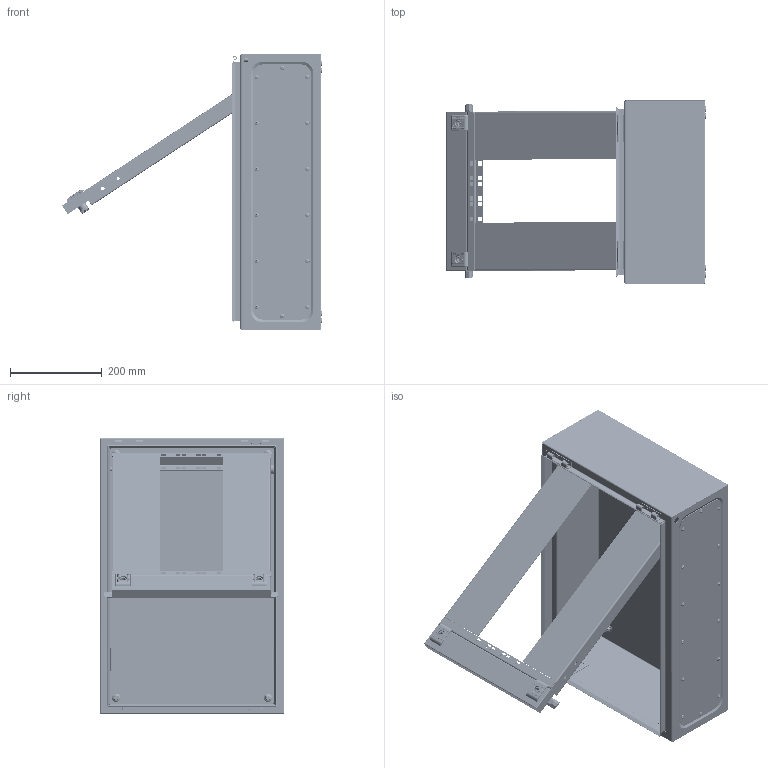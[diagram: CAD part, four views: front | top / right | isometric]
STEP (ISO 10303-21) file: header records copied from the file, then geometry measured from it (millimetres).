
FILE_DESCRIPTION (( 'STEP AP203' ), '1' );
FILE_NAME ('R5TIE460.step', '2011-10-28T12:18:08', ( 'User' ), ( 'DKC' ), 'SwSTEP 2.0', 'SolidWorks 2011', '' );
FILE_SCHEMA (( 'CONFIG_CONTROL_DESIGN' ));
Products named in the file (34): Traversa_12HE or 3HE; MOLLA AC00C344_AC00C344; Handle 19''''; AC00C348; Hex Flange Bolt M6x10_ISO 4162 - M6 x 12 x 12-S; Linguetta 19'''' AC00C536_AC00C536; Inserto a doppio pettine AC00C443_AC00C343; BASETTA ESTERNA PER BOX AC00C503_AC00C503; Supporto orizzontale_CB02C340+CB02C341; Fascia verticale box_400; Traversa verticale rack_3HE; Frames CE assemble 11111_400x600x200 R5CE0462; end-cap_AC00C061; land; Tapping screw 4.8x9.5 AC00C352_AC00C352; End-cup AC00C383_Default; Tapping screw 4.2x16_Tapping screw 4.2x16; Blocchetto fissaggio cerniera AC00C354_AC00C354; CERNIERA AC00C399_Default; Flange nut M6_ISO 7044-M6-S; Perno M6 AC00C145_1; Sealant AC00C355; End-cup AC00C317_Default; Flanges CE_527x97; Sealants of flange_527x97; Frames CE 11111_400x600x200; R5TIE460; Tapping screw 4.2x13_Tapping screw DIN 7049-ST4.2x13-F-H-S; Nut M10_Hexagon Nut ISO 4034 - M10 - S; bush ô10,5; Çåðêàëüíî îòðàçèòüSupporto orizzontale_CB02C340+CB02C341; Screw M10 x 40_Screw - M10 x 16-S; bush; Angolare di battuta
Assembly tree (100 placements, depth 3):
  R5TIE460
    MOLLA AC00C344_AC00C344  x2
    Traversa verticale rack_3HE  x2
    land  x2
    Frames CE assemble 11111_400x600x200 R5CE0462
      land  x4
      Tapping screw 4.8x9.5 AC00C352_AC00C352  x28
      Perno M6 AC00C145_1  x4
      CERNIERA AC00C399_Default  x2
      Frames CE 11111_400x600x200
      Blocchetto fissaggio cerniera AC00C354_AC00C354  x2
      Tapping screw 4.2x16_Tapping screw 4.2x16  x4
      End-cup AC00C383_Default  x2
      Flange nut M6_ISO 7044-M6-S  x4
      End-cup AC00C317_Default  x4
      end-cap_AC00C061
      Sealant AC00C355  x4
      Flanges CE_527x97
      Sealants of flange_527x97
    Fascia verticale box_400
    bush ô10,5  x2
    Flange nut M6_ISO 7044-M6-S  x4
    Screw M10 x 40_Screw - M10 x 16-S  x2
    Supporto orizzontale_CB02C340+CB02C341
    Handle 19''''  x2
      Hex Flange Bolt M6x10_ISO 4162 - M6 x 12 x 12-S
      BASETTA ESTERNA PER BOX AC00C503_AC00C503
      Linguetta 19'''' AC00C536_AC00C536
      AC00C348
      Inserto a doppio pettine AC00C443_AC00C343
    Angolare di battuta  x2
    bush
    end-cap_AC00C061  x2
    Nut M10_Hexagon Nut ISO 4034 - M10 - S  x2
    Traversa_12HE or 3HE  x2
    Tapping screw 4.2x13_Tapping screw DIN 7049-ST4.2x13-F-H-S  x4
    Çåðêàëüíî îòðàçèòüSupporto orizzontale_CB02C340+CB02C341
Bounding box: 563.98 x 400.13 x 600 mm (x, y, z)
Volume: 1643711.4 mm3; surface area: 2194516.7 mm2
Topology: 108 solids, 108 shells, 8465 faces, 21634 edges, 13498 vertices
Faces by surface type: cylinder 2116, plane 2093, bspline 2042, cone 1938, torus 200, sphere 76
Entity records: 157624 total; most frequent: CARTESIAN_POINT 93947, ORIENTED_EDGE 12904, DIRECTION 11218, EDGE_CURVE 6452, AXIS2_PLACEMENT_3D 4096, VERTEX_POINT 4048, LINE 3026, VECTOR 3026
